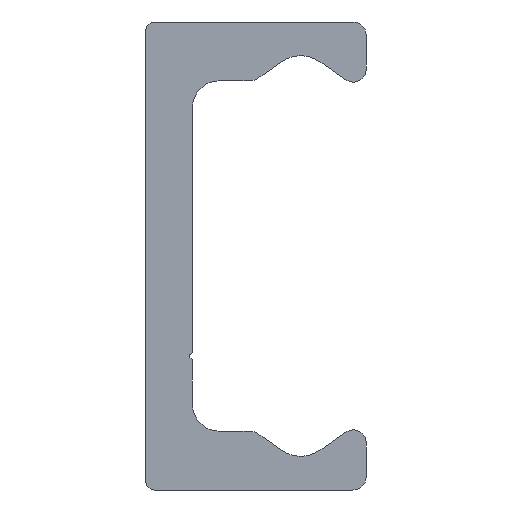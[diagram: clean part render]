
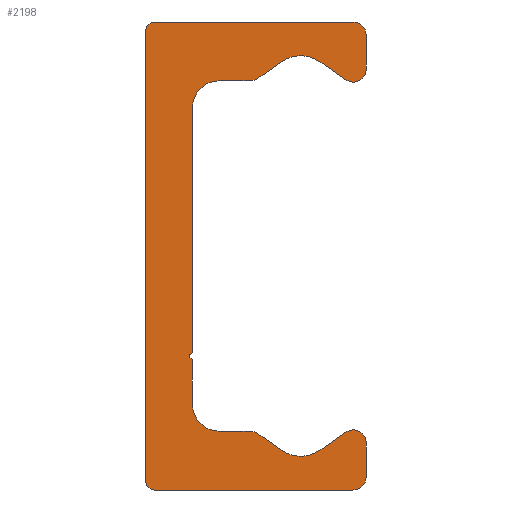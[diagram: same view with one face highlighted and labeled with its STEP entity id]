
A CAD part, left-side view. The second image highlights one B-rep face of the part: STEP entity #2198.
In plain terms, the highlighted planar face has unit normal (-1, 0, 0).
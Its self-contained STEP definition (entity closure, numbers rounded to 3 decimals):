
#1210=CARTESIAN_POINT('',(0.0,4.75,-7.25));
#1211=VERTEX_POINT('',#1210);
#1218=CARTESIAN_POINT('',(0.0,4.75,-7.75));
#1219=VERTEX_POINT('',#1218);
#1220=CARTESIAN_POINT('',(0.0,4.75,-7.5));
#1221=DIRECTION('',(-1.0,0.0,0.0));
#1222=DIRECTION('',(0.0,0.0,1.0));
#1223=AXIS2_PLACEMENT_3D('',#1220,#1221,#1222);
#1224=CIRCLE('',#1223,0.25);
#1225=EDGE_CURVE('',#1211,#1219,#1224,.T.);
#1335=CARTESIAN_POINT('',(0.0,4.75,11.1));
#1336=VERTEX_POINT('',#1335);
#1343=CARTESIAN_POINT('',(0.0,4.75,11.1));
#1344=DIRECTION('',(0.0,0.0,-1.0));
#1345=VECTOR('',#1344,18.35);
#1346=LINE('',#1343,#1345);
#1347=EDGE_CURVE('',#1336,#1211,#1346,.T.);
#1389=CARTESIAN_POINT('',(0.0,7.6,-17.5));
#1390=VERTEX_POINT('',#1389);
#1397=CARTESIAN_POINT('',(0.0,8.25,-16.85));
#1398=VERTEX_POINT('',#1397);
#1399=CARTESIAN_POINT('',(0.0,7.6,-16.85));
#1400=DIRECTION('',(1.0,0.0,0.0));
#1401=DIRECTION('',(0.0,0.0,-1.0));
#1402=AXIS2_PLACEMENT_3D('',#1399,#1400,#1401);
#1403=CIRCLE('',#1402,0.65);
#1404=EDGE_CURVE('',#1390,#1398,#1403,.T.);
#1428=CARTESIAN_POINT('',(0.0,-7.25,-17.5));
#1429=VERTEX_POINT('',#1428);
#1436=CARTESIAN_POINT('',(0.0,-7.25,-17.5));
#1437=DIRECTION('',(0.0,1.0,0.0));
#1438=VECTOR('',#1437,14.85);
#1439=LINE('',#1436,#1438);
#1440=EDGE_CURVE('',#1429,#1390,#1439,.T.);
#1460=CARTESIAN_POINT('',(0.0,-8.25,-16.5));
#1461=VERTEX_POINT('',#1460);
#1468=CARTESIAN_POINT('',(0.0,-7.25,-16.5));
#1469=DIRECTION('',(1.0,0.0,0.0));
#1470=DIRECTION('',(0.0,-1.0,0.0));
#1471=AXIS2_PLACEMENT_3D('',#1468,#1469,#1470);
#1472=CIRCLE('',#1471,1.0);
#1473=EDGE_CURVE('',#1461,#1429,#1472,.T.);
#1492=CARTESIAN_POINT('',(0.0,-8.25,-13.98));
#1493=VERTEX_POINT('',#1492);
#1500=CARTESIAN_POINT('',(0.0,-8.25,-13.98));
#1501=DIRECTION('',(0.0,0.0,-1.0));
#1502=VECTOR('',#1501,2.52);
#1503=LINE('',#1500,#1502);
#1504=EDGE_CURVE('',#1493,#1461,#1503,.T.);
#1524=CARTESIAN_POINT('',(0.0,-6.708,-13.177));
#1525=VERTEX_POINT('',#1524);
#1532=CARTESIAN_POINT('',(0.0,-7.27,-13.98));
#1533=DIRECTION('',(1.0,0.0,0.0));
#1534=DIRECTION('',(0.0,0.574,0.819));
#1535=AXIS2_PLACEMENT_3D('',#1532,#1533,#1534);
#1536=CIRCLE('',#1535,0.98);
#1537=EDGE_CURVE('',#1525,#1493,#1536,.T.);
#1556=CARTESIAN_POINT('',(0.0,-4.784,-14.524));
#1557=VERTEX_POINT('',#1556);
#1564=CARTESIAN_POINT('',(0.0,-4.784,-14.524));
#1565=DIRECTION('',(0.0,-0.819,0.574));
#1566=VECTOR('',#1565,2.349);
#1567=LINE('',#1564,#1566);
#1568=EDGE_CURVE('',#1557,#1525,#1567,.T.);
#1588=CARTESIAN_POINT('',(0.0,-1.916,-14.524));
#1589=VERTEX_POINT('',#1588);
#1596=CARTESIAN_POINT('',(0.0,-3.35,-12.477));
#1597=DIRECTION('',(-1.0,0.0,0.0));
#1598=DIRECTION('',(0.0,0.574,0.819));
#1599=AXIS2_PLACEMENT_3D('',#1596,#1597,#1598);
#1600=CIRCLE('',#1599,2.5);
#1601=EDGE_CURVE('',#1589,#1557,#1600,.T.);
#1620=CARTESIAN_POINT('',(0.0,-0.14,-13.281));
#1621=VERTEX_POINT('',#1620);
#1628=CARTESIAN_POINT('',(0.0,-0.14,-13.281));
#1629=DIRECTION('',(0.0,-0.819,-0.574));
#1630=VECTOR('',#1629,2.168);
#1631=LINE('',#1628,#1630);
#1632=EDGE_CURVE('',#1621,#1589,#1631,.T.);
#1652=CARTESIAN_POINT('',(0.0,0.433,-13.1));
#1653=VERTEX_POINT('',#1652);
#1660=CARTESIAN_POINT('',(0.0,0.433,-14.1));
#1661=DIRECTION('',(1.0,0.0,0.0));
#1662=DIRECTION('',(0.0,0.0,1.0));
#1663=AXIS2_PLACEMENT_3D('',#1660,#1661,#1662);
#1664=CIRCLE('',#1663,1.);
#1665=EDGE_CURVE('',#1653,#1621,#1664,.T.);
#1684=CARTESIAN_POINT('',(0.0,2.75,-13.1));
#1685=VERTEX_POINT('',#1684);
#1692=CARTESIAN_POINT('',(0.0,2.75,-13.1));
#1693=DIRECTION('',(0.0,-1.0,0.0));
#1694=VECTOR('',#1693,2.317);
#1695=LINE('',#1692,#1694);
#1696=EDGE_CURVE('',#1685,#1653,#1695,.T.);
#1716=CARTESIAN_POINT('',(0.0,4.75,-11.1));
#1717=VERTEX_POINT('',#1716);
#1724=CARTESIAN_POINT('',(0.0,2.75,-11.1));
#1725=DIRECTION('',(-1.0,0.0,0.0));
#1726=DIRECTION('',(0.0,0.0,1.0));
#1727=AXIS2_PLACEMENT_3D('',#1724,#1725,#1726);
#1728=CIRCLE('',#1727,2.0);
#1729=EDGE_CURVE('',#1717,#1685,#1728,.T.);
#1747=CARTESIAN_POINT('',(0.0,4.75,-7.75));
#1748=DIRECTION('',(0.0,0.0,-1.0));
#1749=VECTOR('',#1748,3.35);
#1750=LINE('',#1747,#1749);
#1751=EDGE_CURVE('',#1219,#1717,#1750,.T.);
#1771=CARTESIAN_POINT('',(0.0,2.75,13.1));
#1772=VERTEX_POINT('',#1771);
#1779=CARTESIAN_POINT('',(0.0,2.75,11.1));
#1780=DIRECTION('',(-1.0,0.0,0.0));
#1781=DIRECTION('',(0.0,-1.0,0.0));
#1782=AXIS2_PLACEMENT_3D('',#1779,#1780,#1781);
#1783=CIRCLE('',#1782,2.0);
#1784=EDGE_CURVE('',#1772,#1336,#1783,.T.);
#1803=CARTESIAN_POINT('',(0.0,0.433,13.1));
#1804=VERTEX_POINT('',#1803);
#1811=CARTESIAN_POINT('',(0.0,0.433,13.1));
#1812=DIRECTION('',(0.0,1.0,0.0));
#1813=VECTOR('',#1812,2.317);
#1814=LINE('',#1811,#1813);
#1815=EDGE_CURVE('',#1804,#1772,#1814,.T.);
#1835=CARTESIAN_POINT('',(0.0,-0.14,13.281));
#1836=VERTEX_POINT('',#1835);
#1843=CARTESIAN_POINT('',(0.0,0.433,14.1));
#1844=DIRECTION('',(1.0,0.0,0.0));
#1845=DIRECTION('',(0.0,-0.574,-0.819));
#1846=AXIS2_PLACEMENT_3D('',#1843,#1844,#1845);
#1847=CIRCLE('',#1846,1.);
#1848=EDGE_CURVE('',#1836,#1804,#1847,.T.);
#1867=CARTESIAN_POINT('',(0.0,-1.916,14.524));
#1868=VERTEX_POINT('',#1867);
#1875=CARTESIAN_POINT('',(0.0,-1.916,14.524));
#1876=DIRECTION('',(0.0,0.819,-0.574));
#1877=VECTOR('',#1876,2.168);
#1878=LINE('',#1875,#1877);
#1879=EDGE_CURVE('',#1868,#1836,#1878,.T.);
#1899=CARTESIAN_POINT('',(0.0,-4.784,14.524));
#1900=VERTEX_POINT('',#1899);
#1907=CARTESIAN_POINT('',(0.0,-3.35,12.477));
#1908=DIRECTION('',(-1.0,0.0,0.0));
#1909=DIRECTION('',(0.0,-0.574,-0.819));
#1910=AXIS2_PLACEMENT_3D('',#1907,#1908,#1909);
#1911=CIRCLE('',#1910,2.5);
#1912=EDGE_CURVE('',#1900,#1868,#1911,.T.);
#1931=CARTESIAN_POINT('',(0.0,-6.708,13.177));
#1932=VERTEX_POINT('',#1931);
#1939=CARTESIAN_POINT('',(0.0,-6.708,13.177));
#1940=DIRECTION('',(0.0,0.819,0.574));
#1941=VECTOR('',#1940,2.349);
#1942=LINE('',#1939,#1941);
#1943=EDGE_CURVE('',#1932,#1900,#1942,.T.);
#1963=CARTESIAN_POINT('',(0.0,-8.25,13.98));
#1964=VERTEX_POINT('',#1963);
#1971=CARTESIAN_POINT('',(0.0,-7.27,13.98));
#1972=DIRECTION('',(1.0,0.0,0.0));
#1973=DIRECTION('',(0.0,-1.0,0.0));
#1974=AXIS2_PLACEMENT_3D('',#1971,#1972,#1973);
#1975=CIRCLE('',#1974,0.98);
#1976=EDGE_CURVE('',#1964,#1932,#1975,.T.);
#1995=CARTESIAN_POINT('',(0.0,-8.25,16.5));
#1996=VERTEX_POINT('',#1995);
#2003=CARTESIAN_POINT('',(0.0,-8.25,16.5));
#2004=DIRECTION('',(0.0,0.0,-1.0));
#2005=VECTOR('',#2004,2.52);
#2006=LINE('',#2003,#2005);
#2007=EDGE_CURVE('',#1996,#1964,#2006,.T.);
#2027=CARTESIAN_POINT('',(0.0,-7.25,17.5));
#2028=VERTEX_POINT('',#2027);
#2035=CARTESIAN_POINT('',(0.0,-7.25,16.5));
#2036=DIRECTION('',(1.0,0.0,0.0));
#2037=DIRECTION('',(0.0,0.0,1.0));
#2038=AXIS2_PLACEMENT_3D('',#2035,#2036,#2037);
#2039=CIRCLE('',#2038,1.0);
#2040=EDGE_CURVE('',#2028,#1996,#2039,.T.);
#2059=CARTESIAN_POINT('',(0.0,7.6,17.5));
#2060=VERTEX_POINT('',#2059);
#2067=CARTESIAN_POINT('',(0.0,7.6,17.5));
#2068=DIRECTION('',(0.0,-1.0,0.0));
#2069=VECTOR('',#2068,14.85);
#2070=LINE('',#2067,#2069);
#2071=EDGE_CURVE('',#2060,#2028,#2070,.T.);
#2091=CARTESIAN_POINT('',(0.0,8.25,16.85));
#2092=VERTEX_POINT('',#2091);
#2099=CARTESIAN_POINT('',(0.0,7.6,16.85));
#2100=DIRECTION('',(1.0,0.0,0.0));
#2101=DIRECTION('',(0.0,1.0,0.0));
#2102=AXIS2_PLACEMENT_3D('',#2099,#2100,#2101);
#2103=CIRCLE('',#2102,0.65);
#2104=EDGE_CURVE('',#2092,#2060,#2103,.T.);
#2122=CARTESIAN_POINT('',(0.0,8.25,-16.85));
#2123=DIRECTION('',(0.0,0.0,1.0));
#2124=VECTOR('',#2123,33.7);
#2125=LINE('',#2122,#2124);
#2126=EDGE_CURVE('',#1398,#2092,#2125,.T.);
#2165=CARTESIAN_POINT('',(0.0,2.258,-0.017));
#2166=DIRECTION('',(1.0,0.0,0.0));
#2167=DIRECTION('',(0.0,0.0,-1.0));
#2168=AXIS2_PLACEMENT_3D('',#2165,#2166,#2167);
#2169=PLANE('',#2168);
#2170=ORIENTED_EDGE('',*,*,#2126,.F.);
#2171=ORIENTED_EDGE('',*,*,#1404,.F.);
#2172=ORIENTED_EDGE('',*,*,#1440,.F.);
#2173=ORIENTED_EDGE('',*,*,#1473,.F.);
#2174=ORIENTED_EDGE('',*,*,#1504,.F.);
#2175=ORIENTED_EDGE('',*,*,#1537,.F.);
#2176=ORIENTED_EDGE('',*,*,#1568,.F.);
#2177=ORIENTED_EDGE('',*,*,#1601,.F.);
#2178=ORIENTED_EDGE('',*,*,#1632,.F.);
#2179=ORIENTED_EDGE('',*,*,#1665,.F.);
#2180=ORIENTED_EDGE('',*,*,#1696,.F.);
#2181=ORIENTED_EDGE('',*,*,#1729,.F.);
#2182=ORIENTED_EDGE('',*,*,#1751,.F.);
#2183=ORIENTED_EDGE('',*,*,#1225,.F.);
#2184=ORIENTED_EDGE('',*,*,#1347,.F.);
#2185=ORIENTED_EDGE('',*,*,#1784,.F.);
#2186=ORIENTED_EDGE('',*,*,#1815,.F.);
#2187=ORIENTED_EDGE('',*,*,#1848,.F.);
#2188=ORIENTED_EDGE('',*,*,#1879,.F.);
#2189=ORIENTED_EDGE('',*,*,#1912,.F.);
#2190=ORIENTED_EDGE('',*,*,#1943,.F.);
#2191=ORIENTED_EDGE('',*,*,#1976,.F.);
#2192=ORIENTED_EDGE('',*,*,#2007,.F.);
#2193=ORIENTED_EDGE('',*,*,#2040,.F.);
#2194=ORIENTED_EDGE('',*,*,#2071,.F.);
#2195=ORIENTED_EDGE('',*,*,#2104,.F.);
#2196=EDGE_LOOP('',(#2170,#2171,#2172,#2173,#2174,#2175,#2176,#2177,#2178,#2179,#2180,#2181,#2182,#2183,#2184,#2185,#2186,#2187,#2188,#2189,#2190,#2191,#2192,#2193,#2194,#2195));
#2197=FACE_OUTER_BOUND('',#2196,.T.);
#2198=ADVANCED_FACE('',(#2197),#2169,.F.);
